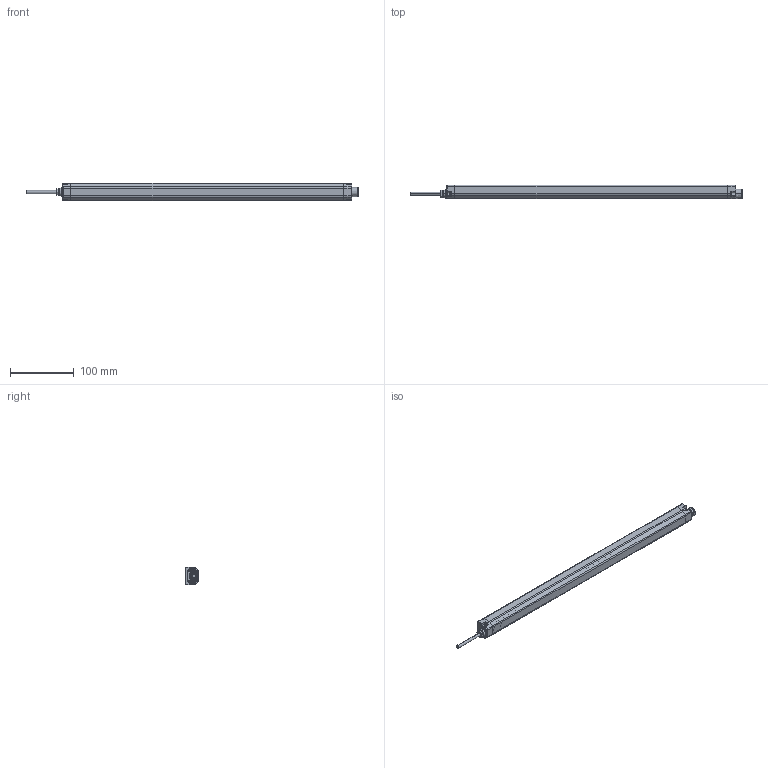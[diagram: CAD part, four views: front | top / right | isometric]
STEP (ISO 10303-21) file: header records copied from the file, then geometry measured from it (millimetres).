
FILE_DESCRIPTION((''),'2;1');
FILE_NAME('157896_SW','2012-12-12T',('banengservice'),('BANNER ENGINEERING'),'PRO/ENGINEER BY PARAMETRIC TECHNOLOGY CORPORATION, 2009141','PRO/ENGINEER BY PARAMETRIC TECHNOLOGY CORPORATION, 2009141','');
FILE_SCHEMA(('CONFIG_CONTROL_DESIGN'));
Length unit declared in the file: inch
Products named in the file (1): 157896_SW
Bounding box: 519.5 x 20.99 x 28 mm (x, y, z)
Volume: 105501.4 mm3; surface area: 117355.4 mm2
Topology: 2 solids, 2 shells, 979 faces, 2626 edges, 1618 vertices
Faces by surface type: plane 332, cylinder 279, cone 163, bspline 104, torus 83, sphere 18
Entity records: 42791 total; most frequent: CARTESIAN_POINT 18509, ORIENTED_EDGE 5236, DIRECTION 5060, EDGE_CURVE 2618, AXIS2_PLACEMENT_3D 1920, VERTEX_POINT 1618, VECTOR 1220, LINE 1220
